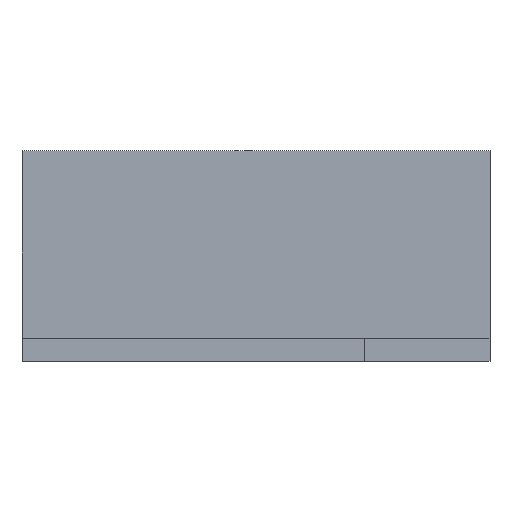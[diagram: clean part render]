
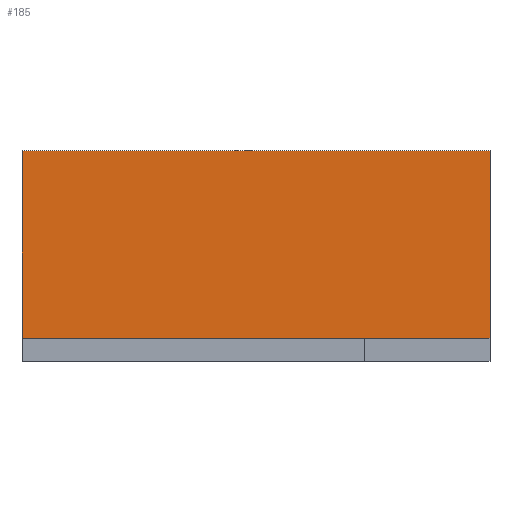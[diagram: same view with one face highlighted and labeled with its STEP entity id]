
A CAD part, left-side view. The second image highlights one B-rep face of the part: STEP entity #185.
In plain terms, the highlighted planar face has unit normal (-1, 0, 0).
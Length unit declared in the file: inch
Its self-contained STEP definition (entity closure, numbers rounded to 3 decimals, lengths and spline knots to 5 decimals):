
#19=FACE_OUTER_BOUND('',#29,.T.);
#29=EDGE_LOOP('',(#143,#144,#145,#146));
#46=LINE('',#288,#70);
#51=LINE('',#297,#75);
#52=LINE('',#299,#76);
#53=LINE('',#300,#77);
#70=VECTOR('',#236,0.3937);
#75=VECTOR('',#243,0.3937);
#76=VECTOR('',#244,0.3937);
#77=VECTOR('',#245,0.3937);
#92=VERTEX_POINT('',#286);
#93=VERTEX_POINT('',#287);
#96=VERTEX_POINT('',#296);
#97=VERTEX_POINT('',#298);
#110=EDGE_CURVE('',#92,#93,#46,.T.);
#115=EDGE_CURVE('',#96,#93,#51,.T.);
#116=EDGE_CURVE('',#97,#96,#52,.F.);
#117=EDGE_CURVE('',#97,#92,#53,.T.);
#143=ORIENTED_EDGE('',*,*,#110,.T.);
#144=ORIENTED_EDGE('',*,*,#115,.F.);
#145=ORIENTED_EDGE('',*,*,#116,.F.);
#146=ORIENTED_EDGE('',*,*,#117,.T.);
#175=PLANE('',#209);
#185=ADVANCED_FACE('',(#19),#175,.T.);
#209=AXIS2_PLACEMENT_3D('',#295,#241,#242);
#236=DIRECTION('',(0.,0.,-1.));
#241=DIRECTION('center_axis',(-1.,0.,0.));
#242=DIRECTION('ref_axis',(0.,0.,-1.));
#243=DIRECTION('',(0.,1.,0.));
#244=DIRECTION('',(0.,0.,1.));
#245=DIRECTION('',(0.,1.,0.));
#286=CARTESIAN_POINT('',(57.25,30.25,111.3125));
#287=CARTESIAN_POINT('',(57.25,30.25,97.0625));
#288=CARTESIAN_POINT('',(57.25,30.25,111.3125));
#295=CARTESIAN_POINT('Origin',(57.25,19.,111.3125));
#296=CARTESIAN_POINT('',(57.25,-5.25,97.0625));
#297=CARTESIAN_POINT('',(57.25,19.,97.0625));
#298=CARTESIAN_POINT('',(57.25,-5.25,111.3125));
#299=CARTESIAN_POINT('',(57.25,-5.25,107.3125));
#300=CARTESIAN_POINT('',(57.25,19.,111.3125));
